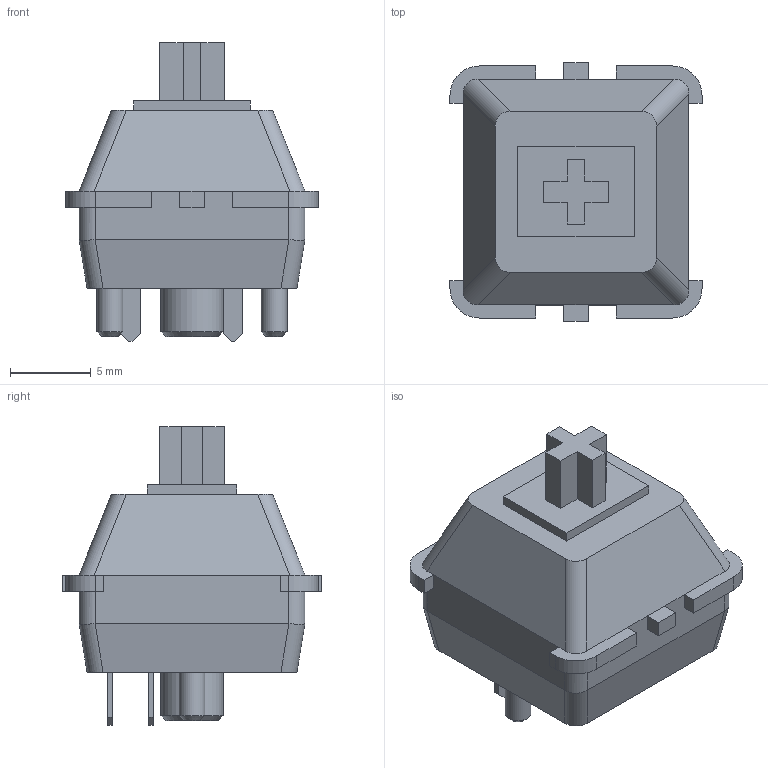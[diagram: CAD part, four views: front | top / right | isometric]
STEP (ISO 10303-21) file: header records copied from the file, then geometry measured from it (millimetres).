
FILE_DESCRIPTION(/* description */ (''),/* implementation_level */ '2;1');
FILE_NAME(/* name */ 'CherryMX Switch.step',/* time_stamp */ '2020-09-12T23:10:39+09:00',/* author */ (''),/* organization */ (''),/* preprocessor_version */ 'ST-DEVELOPER v18.1',/* originating_system */ 'Autodesk Translation Framework v9.3.0.1241',/* authorisation */ '');
FILE_SCHEMA (('AUTOMOTIVE_DESIGN { 1 0 10303 214 3 1 1 }'));
Length unit declared in the file: millimetre
Products named in the file (1): cherry_mx
Bounding box: 15.6 x 16 x 18.5 mm (x, y, z)
Volume: 1972.2 mm3; surface area: 1054.4 mm2
Topology: 1 solids, 1 shells, 105 faces, 273 edges, 177 vertices
Faces by surface type: plane 83, cylinder 19, cone 3
Full cylindrical faces by diameter (mm): 1.6 x2, 3.85 x1
Entity records: 3331 total; most frequent: CARTESIAN_POINT 556, ORIENTED_EDGE 546, DIRECTION 530, EDGE_CURVE 273, LINE 228, VECTOR 228, VERTEX_POINT 177, AXIS2_PLACEMENT_3D 151
